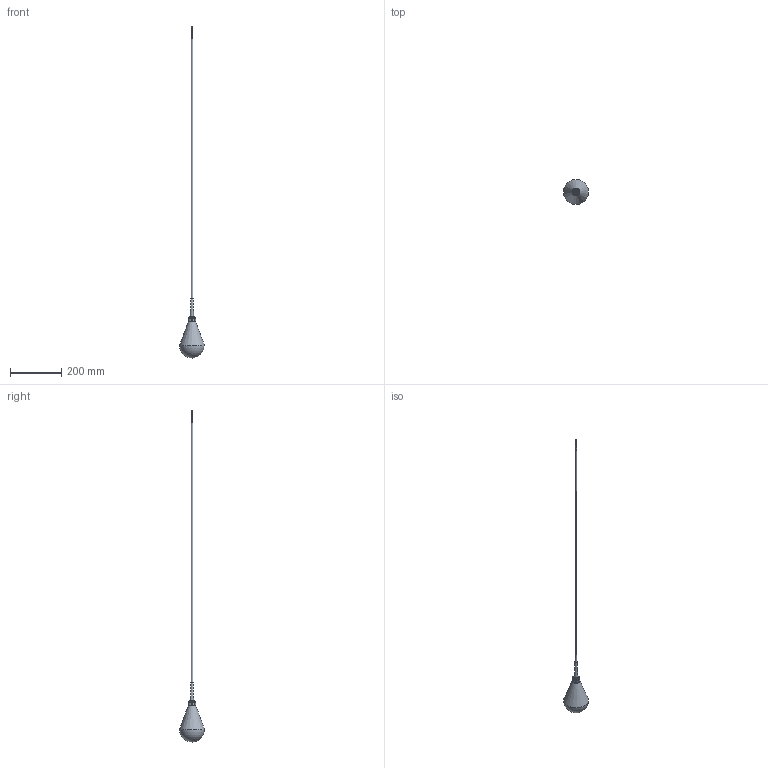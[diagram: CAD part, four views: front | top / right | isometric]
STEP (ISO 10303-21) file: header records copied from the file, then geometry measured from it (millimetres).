
FILE_DESCRIPTION(('STEP AP203'), '1');
FILE_NAME('ﾏﾑﾓ-1IL', '', ('UNSPECIFIED'), ('UNSPECIFIED'), 'ASCON STEP Converter 1.6', 'ASCON Math Kernel', '');
FILE_SCHEMA(('CONFIG_CONTROL_DESIGN'));
Length unit declared in the file: millimetre
Bounding box: 97 x 97 x 1290 mm (x, y, z)
Volume: 179190.7 mm3; surface area: 93516.7 mm2
Topology: 1 solids, 2 shells, 67 faces, 140 edges, 91 vertices
Faces by surface type: plane 43, cylinder 17, cone 4, sphere 2, torus 1
Full cylindrical faces by diameter (mm): 1.5 x3, 2 x3, 7 x1, 22 x1, 26 x1
Entity records: 2266 total; most frequent: DIRECTION 314, CARTESIAN_POINT 278, ORIENTED_EDGE 242, AXIS2_PLACEMENT_3D 125, EDGE_CURVE 121, EDGE_LOOP 98, VERTEX_POINT 89, COLOUR_RGB 68
